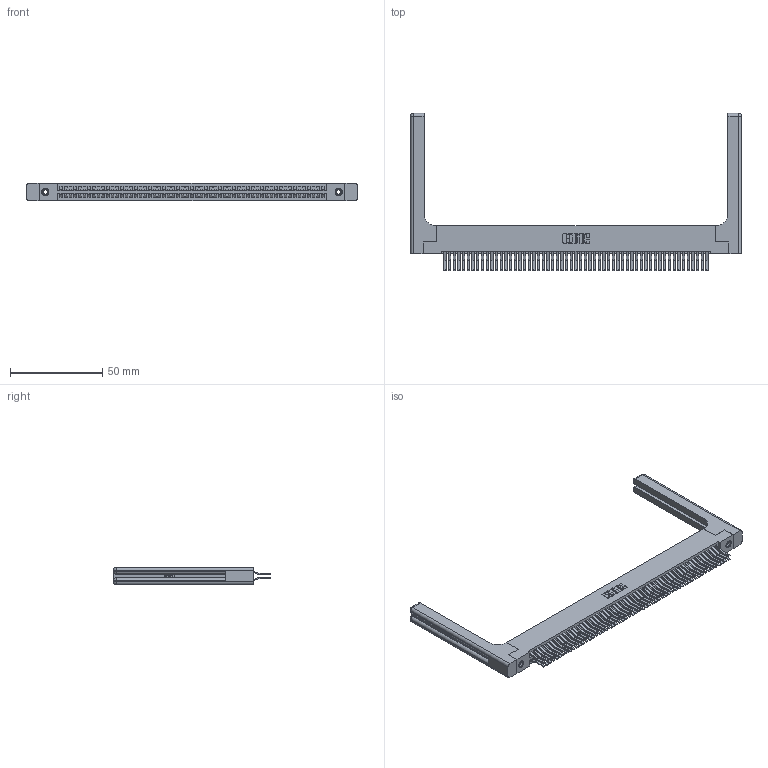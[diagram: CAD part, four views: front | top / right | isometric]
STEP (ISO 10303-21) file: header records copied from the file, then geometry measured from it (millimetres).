
FILE_DESCRIPTION (( 'STEP AP203' ), '1' );
FILE_NAME ('345-114-560-258.STEP', '2019-11-05T13:16:40', ( '' ), ( '' ), 'SwSTEP 2.0', 'SolidWorks 2016', '' );
FILE_SCHEMA (( 'CONFIG_CONTROL_DESIGN' ));
Length unit declared in the file: inch
Products named in the file (5): 345-114-560-258; 345-220-058_345-220-058; 345-292-001_560 Tail; 345-250-001_345-250-001-102; 345 Part_Flush Mounting Lugs - 0.156 Dia-TH
Assembly tree (119 placements, depth 2):
  345-114-560-258
    345 Part_Flush Mounting Lugs - 0.156 Dia-TH
    345-292-001_560 Tail  x114
    345-250-001_345-250-001-102  x2
    345-220-058_345-220-058  x2
Bounding box: 179.81 x 85.41 x 9.4 mm (x, y, z)
Volume: 26828.2 mm3; surface area: 34400.1 mm2
Topology: 119 solids, 119 shells, 6310 faces, 18677 edges, 12278 vertices
Faces by surface type: plane 3990, cylinder 2260, bspline 36, cone 12, sphere 8, torus 4
Entity records: 47974 total; most frequent: CARTESIAN_POINT 9021, ORIENTED_EDGE 7752, DIRECTION 6872, EDGE_CURVE 3876, VECTOR 3420, LINE 3420, VERTEX_POINT 2574, AXIS2_PLACEMENT_3D 1726
